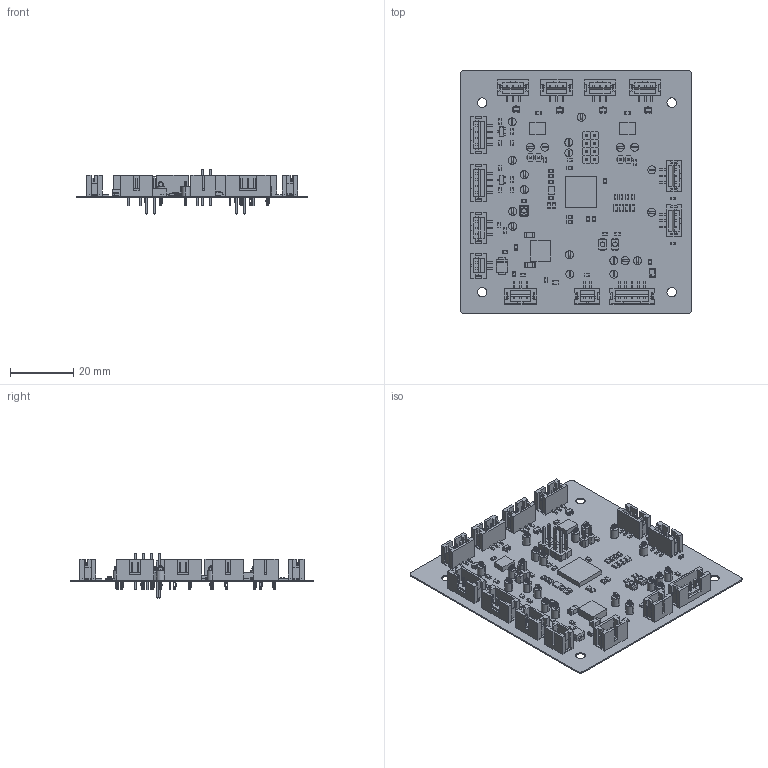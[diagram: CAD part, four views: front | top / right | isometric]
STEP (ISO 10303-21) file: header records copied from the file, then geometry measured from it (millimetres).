
FILE_DESCRIPTION(('Open CASCADE Model'),'2;1');
FILE_NAME('Open CASCADE Shape Model','2020-01-26T19:30:07',('Author'),( 'Open CASCADE'),'Open CASCADE STEP processor 6.8','Open CASCADE 6.8' ,'Unknown');
FILE_SCHEMA(('AUTOMOTIVE_DESIGN { 1 0 10303 214 1 1 1 1 }'));
Length unit declared in the file: millimetre
Products named in the file (162): PCB; Board; Open CASCADE STEP translator 6.8 4.1.1; R3; 6445431952; Extruded; 6445431552; SPI_MOSI; User_Library-Test_Point_Keystone_-_5002_WHITE; 1; 2; R12; R4; 6445420272; 6445431712; F3; User_Library-ptc06032-1; D3; 6445420832; 6445421152; C16; model_RGB8421504; VR1; 6192914784; GND_3; GND_2; U3; DCU0008A; SPI_ENCODER; B5B-PH-SM4-TB; SPI_SCK; SPI_MISO; C19; 6445429072; 6445428592; C18; C17; 6445427792; 6445427392; Y1 ...
Assembly tree (320 placements, depth 5):
  PCB
    Board
      Open CASCADE STEP translator 6.8 4.1.1
    R3
      6445431952  x2
        Extruded
      6445431552
        Extruded
    SPI_MOSI
      User_Library-Test_Point_Keystone_-_5002_WHITE
        1
        2
    R12
      6445431952  x2
        Extruded
      6445431552
        Extruded
    R4
      6445420272  x2
        Extruded
      6445431712
        Extruded
    F3
      User_Library-ptc06032-1
    D3
      6445420832
        Extruded
      6445421152
        Extruded
    C16
      model_RGB8421504
    VR1
      6192914784
        Extruded
    GND_3
      User_Library-Test_Point_Keystone_-_5002_WHITE
        1
        2
    GND_2
      User_Library-Test_Point_Keystone_-_5002_WHITE
        1
        2
    U3
      DCU0008A
    SPI_ENCODER
      B5B-PH-SM4-TB
    SPI_SCK
      User_Library-Test_Point_Keystone_-_5002_WHITE
        1
        2
    SPI_MISO
      User_Library-Test_Point_Keystone_-_5002_WHITE
        1
        2
    C19
      6445429072  x2
        Extruded
      6445428592
        Extruded
    C18
Bounding box: 73.15 x 76.96 x 14.38 mm (x, y, z)
Volume: 5890.1 mm3; surface area: 20716.6 mm2
Topology: 243 solids, 243 shells, 5005 faces, 12593 edges, 8018 vertices
Faces by surface type: plane 3835, cylinder 1017, sphere 87, bspline 48, torus 16, cone 2
Full cylindrical faces by diameter (mm): 0.9 x12, 1.02 x21, 1.7 x1, 3 x4
Entity records: 57732 total; most frequent: CARTESIAN_POINT 9682, DIRECTION 8015, ORIENTED_EDGE 7808, EDGE_CURVE 3904, LINE 3255, VECTOR 3255, VERTEX_POINT 2482, AXIS2_PLACEMENT_3D 2380
